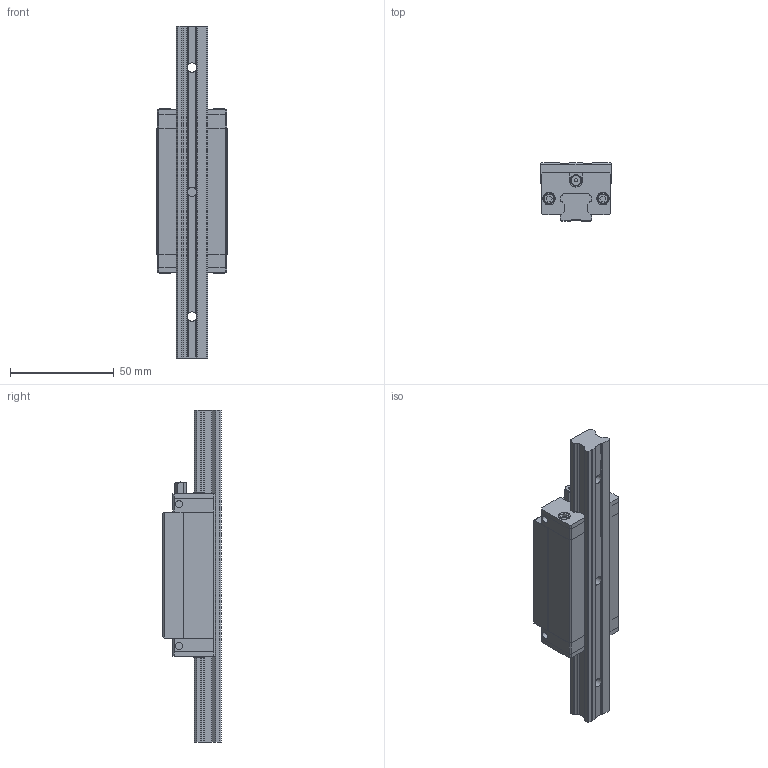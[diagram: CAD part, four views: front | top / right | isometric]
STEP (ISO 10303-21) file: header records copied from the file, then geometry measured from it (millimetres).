
FILE_DESCRIPTION (( 'STEP AP203' ), '1' );
FILE_NAME ('SBI 15 SLL.STEP', '2015-01-07T06:32:42', ( 'john' ), ( '' ), 'SwSTEP 2.0', 'SolidWorks 2013', '' );
FILE_SCHEMA (( 'CONFIG_CONTROL_DESIGN' ));
Length unit declared in the file: millimetre
Products named in the file (6): DEFAULT_3; SBI 15 SLL; DEFAULT; DEFAULT_4; DEFAULT_2; 1N
Assembly tree (7 placements, depth 2):
  SBI 15 SLL
    DEFAULT
    DEFAULT_2
    DEFAULT_3  x2
    DEFAULT_4  x2
    1N
Bounding box: 34 x 28 x 160 mm (x, y, z)
Volume: 77911.2 mm3; surface area: 28104.7 mm2
Topology: 7 solids, 7 shells, 385 faces, 1023 edges, 680 vertices
Faces by surface type: plane 282, cylinder 72, bspline 16, cone 10, torus 4, sphere 1
Full cylindrical faces by diameter (mm): 2.5 x4, 3.242 x4, 3.4 x4, 3.5 x6, 4 x1, 4.1 x2, 4.5 x3, 5.5 x4, 6 x4, 7.5 x3
Entity records: 10335 total; most frequent: CARTESIAN_POINT 2720, ORIENTED_EDGE 1436, DIRECTION 1330, EDGE_CURVE 718, VECTOR 560, LINE 560, VERTEX_POINT 496, AXIS2_PLACEMENT_3D 385
